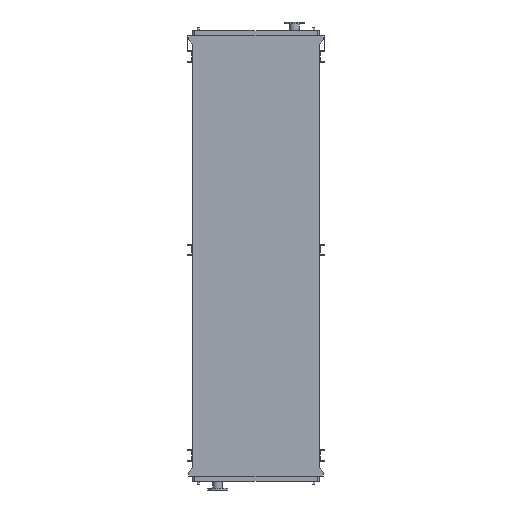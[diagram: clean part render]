
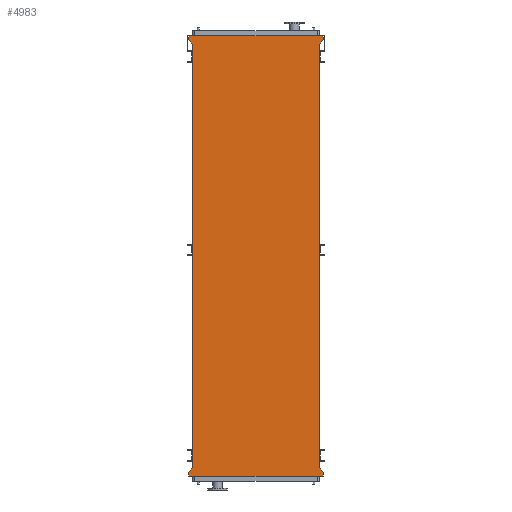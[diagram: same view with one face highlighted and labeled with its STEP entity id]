
A CAD part, front view. The second image highlights one B-rep face of the part: STEP entity #4983.
In plain terms, the highlighted planar face has unit normal (0, -1, 0).
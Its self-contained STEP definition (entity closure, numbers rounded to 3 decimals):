
#147 = VERTEX_POINT ( 'NONE', #15661 ) ;
#267 = DIRECTION ( 'NONE',  ( 0., 0., 1. ) ) ;
#309 = CARTESIAN_POINT ( 'NONE',  ( -725., 0., -4850. ) ) ;
#585 = VECTOR ( 'NONE', #17706, 1000. ) ;
#708 = CARTESIAN_POINT ( 'NONE',  ( 725., 0., -4850. ) ) ;
#1599 = EDGE_CURVE ( 'NONE', #147, #15197, #20715, .T. ) ;
#2007 = EDGE_CURVE ( 'NONE', #11158, #16768, #16397, .T. ) ;
#2294 = VERTEX_POINT ( 'NONE', #7444 ) ;
#2337 = EDGE_CURVE ( 'NONE', #17709, #5469, #17489, .T. ) ;
#2374 = EDGE_CURVE ( 'NONE', #2294, #5469, #18972, .T. ) ;
#2400 = EDGE_CURVE ( 'NONE', #15197, #2294, #11179, .T. ) ;
#2405 = EDGE_CURVE ( 'NONE', #5062, #147, #5845, .T. ) ;
#2411 = EDGE_CURVE ( 'NONE', #16768, #5062, #14325, .T. ) ;
#2442 = EDGE_CURVE ( 'NONE', #10922, #11158, #9561, .T. ) ;
#2445 = EDGE_CURVE ( 'NONE', #9309, #10922, #17703, .T. ) ;
#2450 = EDGE_CURVE ( 'NONE', #20484, #9309, #4690, .T. ) ;
#2481 = EDGE_CURVE ( 'NONE', #14445, #20484, #5738, .T. ) ;
#2488 = EDGE_CURVE ( 'NONE', #17709, #14445, #18042, .T. ) ;
#2877 = VECTOR ( 'NONE', #267, 1000. ) ;
#3266 = CARTESIAN_POINT ( 'NONE',  ( -771., 0., 53. ) ) ;
#3279 = ORIENTED_EDGE ( 'NONE', *, *, #2400, .F. ) ;
#4074 = VECTOR ( 'NONE', #13316, 1000. ) ;
#4690 = LINE ( 'NONE', #14258, #4074 ) ;
#4983 = ADVANCED_FACE ( 'NONE', ( #20883 ), #5464, .T. ) ;
#5062 = VERTEX_POINT ( 'NONE', #3266 ) ;
#5224 = DIRECTION ( 'NONE',  ( 0., 0., -1. ) ) ;
#5228 = DIRECTION ( 'NONE',  ( 0., -1., 0. ) ) ;
#5275 = VECTOR ( 'NONE', #14952, 1000. ) ;
#5385 = AXIS2_PLACEMENT_3D ( 'NONE', #5411, #5228, #5224 ) ;
#5411 = CARTESIAN_POINT ( 'NONE',  ( -725., 0., -4850. ) ) ;
#5464 = PLANE ( 'NONE',  #5385 ) ;
#5469 = VERTEX_POINT ( 'NONE', #17385 ) ;
#5738 = LINE ( 'NONE', #11950, #9988 ) ;
#5845 = LINE ( 'NONE', #16981, #18123 ) ;
#6422 = VECTOR ( 'NONE', #18434, 1000. ) ;
#7067 = CARTESIAN_POINT ( 'NONE',  ( 771., 0., -4903. ) ) ;
#7444 = CARTESIAN_POINT ( 'NONE',  ( 771., 0., 53. ) ) ;
#7731 = EDGE_LOOP ( 'NONE', ( #7738, #12355, #3279, #8309, #12828, #16697, #13306, #17161, #9441, #13751, #17588, #14219 ) ) ;
#7738 = ORIENTED_EDGE ( 'NONE', *, *, #2337, .T. ) ;
#8309 = ORIENTED_EDGE ( 'NONE', *, *, #1599, .F. ) ;
#9309 = VERTEX_POINT ( 'NONE', #14585 ) ;
#9315 = VECTOR ( 'NONE', #20310, 1000. ) ;
#9378 = VECTOR ( 'NONE', #18483, 1000. ) ;
#9441 = ORIENTED_EDGE ( 'NONE', *, *, #2445, .F. ) ;
#9561 = LINE ( 'NONE', #14759, #20860 ) ;
#9573 = CARTESIAN_POINT ( 'NONE',  ( 771., 0., -4945. ) ) ;
#9988 = VECTOR ( 'NONE', #11814, 1000. ) ;
#10309 = CARTESIAN_POINT ( 'NONE',  ( -725., 0., -4850. ) ) ;
#10922 = VERTEX_POINT ( 'NONE', #12773 ) ;
#11158 = VERTEX_POINT ( 'NONE', #10309 ) ;
#11179 = LINE ( 'NONE', #17480, #585 ) ;
#11814 = DIRECTION ( 'NONE',  ( 0., 0., -1. ) ) ;
#11894 = CARTESIAN_POINT ( 'NONE',  ( 725., 0., -4850. ) ) ;
#11950 = CARTESIAN_POINT ( 'NONE',  ( 771., 0., -4903. ) ) ;
#12355 = ORIENTED_EDGE ( 'NONE', *, *, #2374, .F. ) ;
#12706 = DIRECTION ( 'NONE',  ( 0.655, 0., -0.755 ) ) ;
#12773 = CARTESIAN_POINT ( 'NONE',  ( -771., 0., -4903. ) ) ;
#12828 = ORIENTED_EDGE ( 'NONE', *, *, #2405, .F. ) ;
#13306 = ORIENTED_EDGE ( 'NONE', *, *, #2007, .F. ) ;
#13316 = DIRECTION ( 'NONE',  ( -1., 0., 0. ) ) ;
#13423 = VECTOR ( 'NONE', #13514, 1000. ) ;
#13514 = DIRECTION ( 'NONE',  ( 0., 0., 1. ) ) ;
#13751 = ORIENTED_EDGE ( 'NONE', *, *, #2450, .F. ) ;
#14138 = CARTESIAN_POINT ( 'NONE',  ( -771., 0., -4945. ) ) ;
#14219 = ORIENTED_EDGE ( 'NONE', *, *, #2488, .F. ) ;
#14258 = CARTESIAN_POINT ( 'NONE',  ( 771., 0., -4945. ) ) ;
#14325 = LINE ( 'NONE', #16527, #5275 ) ;
#14445 = VERTEX_POINT ( 'NONE', #7067 ) ;
#14585 = CARTESIAN_POINT ( 'NONE',  ( -771., 0., -4945. ) ) ;
#14759 = CARTESIAN_POINT ( 'NONE',  ( -771., 0., -4903. ) ) ;
#14841 = DIRECTION ( 'NONE',  ( 0.655, 0., 0.755 ) ) ;
#14942 = CARTESIAN_POINT ( 'NONE',  ( -725., 0., 0. ) ) ;
#14952 = DIRECTION ( 'NONE',  ( -0.655, 0., 0.755 ) ) ;
#14968 = DIRECTION ( 'NONE',  ( 0., 0., 1. ) ) ;
#15197 = VERTEX_POINT ( 'NONE', #17516 ) ;
#15661 = CARTESIAN_POINT ( 'NONE',  ( -771., 0., 95. ) ) ;
#16397 = LINE ( 'NONE', #309, #2877 ) ;
#16527 = CARTESIAN_POINT ( 'NONE',  ( -725., 0., 0. ) ) ;
#16697 = ORIENTED_EDGE ( 'NONE', *, *, #2411, .F. ) ;
#16768 = VERTEX_POINT ( 'NONE', #14942 ) ;
#16981 = CARTESIAN_POINT ( 'NONE',  ( -771., 0., 53. ) ) ;
#17161 = ORIENTED_EDGE ( 'NONE', *, *, #2442, .F. ) ;
#17385 = CARTESIAN_POINT ( 'NONE',  ( 725., 0., 0. ) ) ;
#17480 = CARTESIAN_POINT ( 'NONE',  ( 771., 0., 95. ) ) ;
#17489 = LINE ( 'NONE', #20352, #9315 ) ;
#17516 = CARTESIAN_POINT ( 'NONE',  ( 771., 0., 95. ) ) ;
#17588 = ORIENTED_EDGE ( 'NONE', *, *, #2481, .F. ) ;
#17703 = LINE ( 'NONE', #14138, #13423 ) ;
#17706 = DIRECTION ( 'NONE',  ( 0., 0., -1. ) ) ;
#17709 = VERTEX_POINT ( 'NONE', #708 ) ;
#18042 = LINE ( 'NONE', #11894, #21200 ) ;
#18106 = CARTESIAN_POINT ( 'NONE',  ( -771., 0., 95. ) ) ;
#18123 = VECTOR ( 'NONE', #14968, 1000. ) ;
#18434 = DIRECTION ( 'NONE',  ( -0.655, 0., -0.755 ) ) ;
#18483 = DIRECTION ( 'NONE',  ( 1., 0., 0. ) ) ;
#18713 = CARTESIAN_POINT ( 'NONE',  ( 771., 0., 53. ) ) ;
#18972 = LINE ( 'NONE', #18713, #6422 ) ;
#20310 = DIRECTION ( 'NONE',  ( 0., 0., 1. ) ) ;
#20352 = CARTESIAN_POINT ( 'NONE',  ( 725., 0., -4850. ) ) ;
#20484 = VERTEX_POINT ( 'NONE', #9573 ) ;
#20715 = LINE ( 'NONE', #18106, #9378 ) ;
#20860 = VECTOR ( 'NONE', #14841, 1000. ) ;
#20883 = FACE_OUTER_BOUND ( 'NONE', #7731, .T. ) ;
#21200 = VECTOR ( 'NONE', #12706, 1000. ) ;
